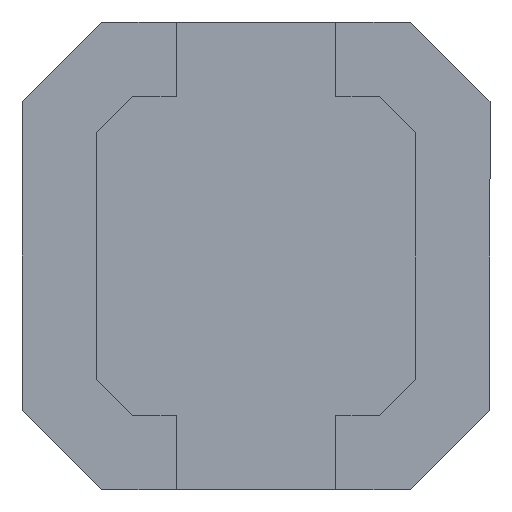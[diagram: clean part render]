
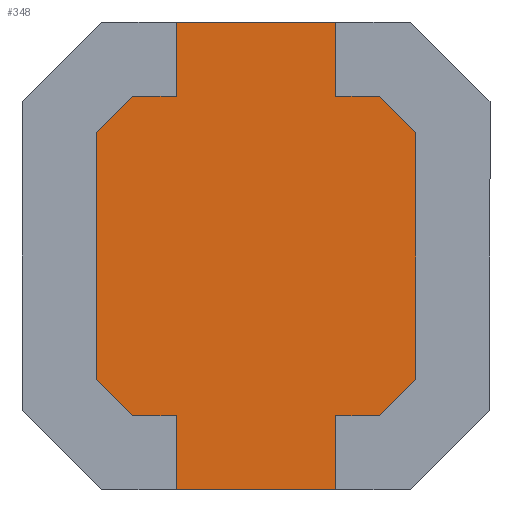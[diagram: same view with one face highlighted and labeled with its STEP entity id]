
A CAD part, front view. The second image highlights one B-rep face of the part: STEP entity #348.
In plain terms, the highlighted planar face has unit normal (0, -1, 0).
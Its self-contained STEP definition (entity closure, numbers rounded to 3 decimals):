
#45 = ORIENTED_EDGE ( 'NONE', *, *, #1861, .F. ) ;
#123 = DIRECTION ( 'NONE',  ( 1., 0., 0. ) ) ;
#130 = CARTESIAN_POINT ( 'NONE',  ( 1.16, 0.15, -1.5 ) ) ;
#152 = DIRECTION ( 'NONE',  ( 0., 0., -1. ) ) ;
#177 = FACE_OUTER_BOUND ( 'NONE', #1453, .T. ) ;
#182 = DIRECTION ( 'NONE',  ( 1., 0., 0. ) ) ;
#219 = EDGE_CURVE ( 'NONE', #3172, #1761, #2740, .T. ) ;
#221 = ORIENTED_EDGE ( 'NONE', *, *, #219, .T. ) ;
#255 = LINE ( 'NONE', #3060, #2219 ) ;
#266 = CARTESIAN_POINT ( 'NONE',  ( 0.75, 0.15, 2.2 ) ) ;
#276 = VERTEX_POINT ( 'NONE', #558 ) ;
#342 = DIRECTION ( 'NONE',  ( 0.707, 0., 0.707 ) ) ;
#348 = ADVANCED_FACE ( 'NONE', ( #177 ), #2143, .F. ) ;
#362 = CARTESIAN_POINT ( 'NONE',  ( 0.75, 0.15, 2.2 ) ) ;
#498 = ORIENTED_EDGE ( 'NONE', *, *, #3302, .T. ) ;
#503 = ORIENTED_EDGE ( 'NONE', *, *, #2441, .T. ) ;
#549 = VERTEX_POINT ( 'NONE', #1982 ) ;
#554 = VERTEX_POINT ( 'NONE', #783 ) ;
#558 = CARTESIAN_POINT ( 'NONE',  ( -0.75, 0.15, -1.5 ) ) ;
#566 = ORIENTED_EDGE ( 'NONE', *, *, #1432, .F. ) ;
#569 = VECTOR ( 'NONE', #2814, 1000. ) ;
#590 = CARTESIAN_POINT ( 'NONE',  ( 1.5, 0.15, 1.16 ) ) ;
#593 = CARTESIAN_POINT ( 'NONE',  ( 1.16, 0.15, -1.5 ) ) ;
#614 = LINE ( 'NONE', #1632, #2050 ) ;
#668 = ORIENTED_EDGE ( 'NONE', *, *, #1504, .F. ) ;
#712 = DIRECTION ( 'NONE',  ( 0., 0., 1. ) ) ;
#730 = VECTOR ( 'NONE', #3007, 1000. ) ;
#731 = VECTOR ( 'NONE', #1114, 1000. ) ;
#749 = LINE ( 'NONE', #593, #1572 ) ;
#756 = DIRECTION ( 'NONE',  ( 0., 0., -1. ) ) ;
#776 = CARTESIAN_POINT ( 'NONE',  ( -1.5, 0.15, -1.16 ) ) ;
#779 = CARTESIAN_POINT ( 'NONE',  ( 0.75, 0.15, -2.2 ) ) ;
#782 = VERTEX_POINT ( 'NONE', #1525 ) ;
#783 = CARTESIAN_POINT ( 'NONE',  ( -0.75, 0.15, 2.2 ) ) ;
#794 = VERTEX_POINT ( 'NONE', #362 ) ;
#873 = ORIENTED_EDGE ( 'NONE', *, *, #2124, .F. ) ;
#881 = CARTESIAN_POINT ( 'NONE',  ( -1.5, 0.15, 1.16 ) ) ;
#906 = EDGE_CURVE ( 'NONE', #782, #1953, #3245, .T. ) ;
#913 = CARTESIAN_POINT ( 'NONE',  ( -1.16, 0.15, -1.5 ) ) ;
#959 = LINE ( 'NONE', #1770, #730 ) ;
#973 = EDGE_CURVE ( 'NONE', #782, #1783, #2034, .T. ) ;
#992 = EDGE_CURVE ( 'NONE', #1761, #276, #255, .T. ) ;
#999 = DIRECTION ( 'NONE',  ( 0., 1., 0. ) ) ;
#1045 = VECTOR ( 'NONE', #182, 1000. ) ;
#1065 = EDGE_CURVE ( 'NONE', #1658, #2010, #959, .T. ) ;
#1103 = VERTEX_POINT ( 'NONE', #2049 ) ;
#1114 = DIRECTION ( 'NONE',  ( -0.707, 0., -0.707 ) ) ;
#1179 = LINE ( 'NONE', #2231, #2589 ) ;
#1189 = CARTESIAN_POINT ( 'NONE',  ( -1.16, 0.15, 1.5 ) ) ;
#1194 = CARTESIAN_POINT ( 'NONE',  ( 0.75, 0.15, 2.2 ) ) ;
#1204 = CARTESIAN_POINT ( 'NONE',  ( 0.75, 0.15, 2.2 ) ) ;
#1266 = CARTESIAN_POINT ( 'NONE',  ( 1.16, 0.15, 1.5 ) ) ;
#1297 = CARTESIAN_POINT ( 'NONE',  ( 0.75, 0.15, 2.2 ) ) ;
#1322 = VECTOR ( 'NONE', #1431, 1000. ) ;
#1374 = LINE ( 'NONE', #3000, #3234 ) ;
#1401 = AXIS2_PLACEMENT_3D ( 'NONE', #266, #999, #3069 ) ;
#1418 = EDGE_CURVE ( 'NONE', #1543, #2682, #1374, .T. ) ;
#1431 = DIRECTION ( 'NONE',  ( 1., 0., 0. ) ) ;
#1432 = EDGE_CURVE ( 'NONE', #1658, #554, #614, .T. ) ;
#1439 = ORIENTED_EDGE ( 'NONE', *, *, #1607, .F. ) ;
#1453 = EDGE_LOOP ( 'NONE', ( #566, #3210, #498, #2779, #221, #2494, #2837, #668, #2656, #2251, #503, #3158, #1819, #45, #873, #1439 ) ) ;
#1476 = CARTESIAN_POINT ( 'NONE',  ( 0.75, 0.15, 1.5 ) ) ;
#1504 = EDGE_CURVE ( 'NONE', #1783, #549, #1795, .T. ) ;
#1525 = CARTESIAN_POINT ( 'NONE',  ( 0.75, 0.15, -1.5 ) ) ;
#1543 = VERTEX_POINT ( 'NONE', #1266 ) ;
#1568 = VERTEX_POINT ( 'NONE', #881 ) ;
#1572 = VECTOR ( 'NONE', #342, 1000. ) ;
#1607 = EDGE_CURVE ( 'NONE', #554, #794, #1685, .T. ) ;
#1625 = VECTOR ( 'NONE', #2253, 1000. ) ;
#1632 = CARTESIAN_POINT ( 'NONE',  ( -0.75, 0.15, 2.2 ) ) ;
#1641 = LINE ( 'NONE', #2418, #2850 ) ;
#1642 = CARTESIAN_POINT ( 'NONE',  ( 0.75, 0.15, -1.5 ) ) ;
#1658 = VERTEX_POINT ( 'NONE', #3183 ) ;
#1685 = LINE ( 'NONE', #1194, #1322 ) ;
#1701 = EDGE_CURVE ( 'NONE', #1568, #3172, #1641, .T. ) ;
#1761 = VERTEX_POINT ( 'NONE', #913 ) ;
#1770 = CARTESIAN_POINT ( 'NONE',  ( -0.75, 0.15, 1.5 ) ) ;
#1783 = VERTEX_POINT ( 'NONE', #2436 ) ;
#1792 = LINE ( 'NONE', #2268, #569 ) ;
#1795 = LINE ( 'NONE', #779, #1625 ) ;
#1819 = ORIENTED_EDGE ( 'NONE', *, *, #1418, .F. ) ;
#1842 = CARTESIAN_POINT ( 'NONE',  ( 0.75, 0.15, 1.5 ) ) ;
#1861 = EDGE_CURVE ( 'NONE', #3304, #1543, #2465, .T. ) ;
#1915 = VECTOR ( 'NONE', #123, 1000. ) ;
#1953 = VERTEX_POINT ( 'NONE', #130 ) ;
#1982 = CARTESIAN_POINT ( 'NONE',  ( -0.75, 0.15, -2.2 ) ) ;
#1987 = LINE ( 'NONE', #1204, #2260 ) ;
#2010 = VERTEX_POINT ( 'NONE', #1189 ) ;
#2034 = LINE ( 'NONE', #1297, #2326 ) ;
#2049 = CARTESIAN_POINT ( 'NONE',  ( 1.5, 0.15, -1.16 ) ) ;
#2050 = VECTOR ( 'NONE', #712, 1000. ) ;
#2124 = EDGE_CURVE ( 'NONE', #794, #3304, #1987, .T. ) ;
#2143 = PLANE ( 'NONE',  #1401 ) ;
#2219 = VECTOR ( 'NONE', #2249, 1000. ) ;
#2231 = CARTESIAN_POINT ( 'NONE',  ( 1.5, 0.15, -1.16 ) ) ;
#2249 = DIRECTION ( 'NONE',  ( 1., 0., 0. ) ) ;
#2251 = ORIENTED_EDGE ( 'NONE', *, *, #906, .T. ) ;
#2253 = DIRECTION ( 'NONE',  ( -1., 0., 0. ) ) ;
#2260 = VECTOR ( 'NONE', #756, 1000. ) ;
#2268 = CARTESIAN_POINT ( 'NONE',  ( -0.75, 0.15, 2.2 ) ) ;
#2326 = VECTOR ( 'NONE', #3296, 1000. ) ;
#2418 = CARTESIAN_POINT ( 'NONE',  ( -1.5, 0.15, 1.16 ) ) ;
#2436 = CARTESIAN_POINT ( 'NONE',  ( 0.75, 0.15, -2.2 ) ) ;
#2441 = EDGE_CURVE ( 'NONE', #1953, #1103, #749, .T. ) ;
#2465 = LINE ( 'NONE', #1476, #1045 ) ;
#2478 = EDGE_CURVE ( 'NONE', #549, #276, #1792, .T. ) ;
#2494 = ORIENTED_EDGE ( 'NONE', *, *, #992, .T. ) ;
#2514 = CARTESIAN_POINT ( 'NONE',  ( -1.5, 0.15, -1.16 ) ) ;
#2589 = VECTOR ( 'NONE', #2946, 1000. ) ;
#2613 = LINE ( 'NONE', #3113, #731 ) ;
#2656 = ORIENTED_EDGE ( 'NONE', *, *, #973, .F. ) ;
#2682 = VERTEX_POINT ( 'NONE', #590 ) ;
#2740 = LINE ( 'NONE', #776, #2938 ) ;
#2749 = EDGE_CURVE ( 'NONE', #1103, #2682, #1179, .T. ) ;
#2779 = ORIENTED_EDGE ( 'NONE', *, *, #1701, .T. ) ;
#2814 = DIRECTION ( 'NONE',  ( 0., 0., 1. ) ) ;
#2837 = ORIENTED_EDGE ( 'NONE', *, *, #2478, .F. ) ;
#2850 = VECTOR ( 'NONE', #152, 1000. ) ;
#2938 = VECTOR ( 'NONE', #3317, 1000. ) ;
#2946 = DIRECTION ( 'NONE',  ( 0., 0., 1. ) ) ;
#3000 = CARTESIAN_POINT ( 'NONE',  ( 1.16, 0.15, 1.5 ) ) ;
#3007 = DIRECTION ( 'NONE',  ( -1., 0., 0. ) ) ;
#3060 = CARTESIAN_POINT ( 'NONE',  ( -1.16, 0.15, -1.5 ) ) ;
#3069 = DIRECTION ( 'NONE',  ( 0., 0., 1. ) ) ;
#3113 = CARTESIAN_POINT ( 'NONE',  ( -1.16, 0.15, 1.5 ) ) ;
#3158 = ORIENTED_EDGE ( 'NONE', *, *, #2749, .T. ) ;
#3172 = VERTEX_POINT ( 'NONE', #2514 ) ;
#3183 = CARTESIAN_POINT ( 'NONE',  ( -0.75, 0.15, 1.5 ) ) ;
#3210 = ORIENTED_EDGE ( 'NONE', *, *, #1065, .T. ) ;
#3234 = VECTOR ( 'NONE', #3263, 1000. ) ;
#3245 = LINE ( 'NONE', #1642, #1915 ) ;
#3263 = DIRECTION ( 'NONE',  ( 0.707, 0., -0.707 ) ) ;
#3296 = DIRECTION ( 'NONE',  ( 0., 0., -1. ) ) ;
#3302 = EDGE_CURVE ( 'NONE', #2010, #1568, #2613, .T. ) ;
#3304 = VERTEX_POINT ( 'NONE', #1842 ) ;
#3317 = DIRECTION ( 'NONE',  ( 0.707, 0., -0.707 ) ) ;
